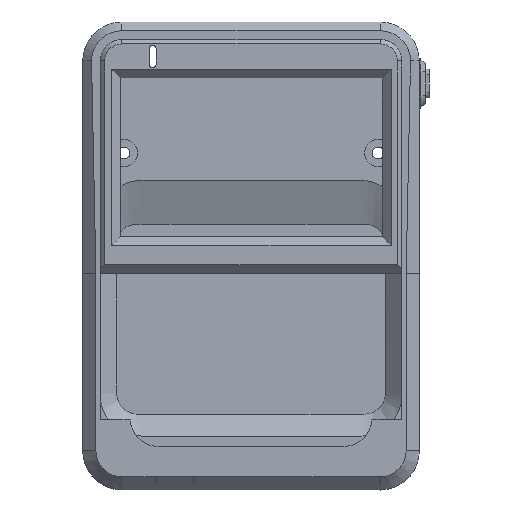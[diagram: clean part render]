
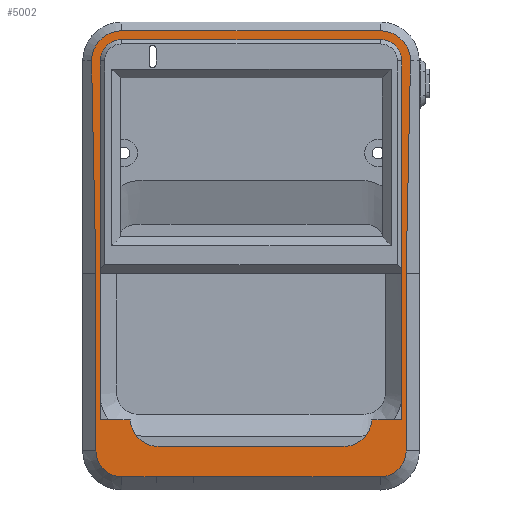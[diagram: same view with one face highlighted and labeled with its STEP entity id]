
A CAD part, top view. The second image highlights one B-rep face of the part: STEP entity #5002.
In plain terms, the highlighted planar face has unit normal (0, 0, 1).
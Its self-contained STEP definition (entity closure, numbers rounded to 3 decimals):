
#80=FACE_BOUND('',#695,.T.);
#205=CIRCLE('',#5337,5.9);
#206=CIRCLE('',#5338,5.9);
#207=CIRCLE('',#5339,6.9);
#208=CIRCLE('',#5340,6.9);
#209=CIRCLE('',#5341,6.515);
#210=CIRCLE('',#5342,6.515);
#211=CIRCLE('',#5343,4.9);
#212=CIRCLE('',#5344,4.9);
#402=FACE_OUTER_BOUND('',#694,.T.);
#694=EDGE_LOOP('',(#3838,#3839,#3840,#3841,#3842,#3843,#3844,#3845,#3846,
#3847,#3848,#3849));
#695=EDGE_LOOP('',(#3850,#3851,#3852,#3853,#3854,#3855,#3856,#3857,#3858,
#3859,#3860,#3861));
#1015=LINE('',#7294,#1586);
#1031=LINE('',#7328,#1602);
#1172=LINE('',#7811,#1743);
#1174=LINE('',#7816,#1745);
#1175=LINE('',#7820,#1746);
#1176=LINE('',#7822,#1747);
#1177=LINE('',#7824,#1748);
#1178=LINE('',#7827,#1749);
#1179=LINE('',#7831,#1750);
#1180=LINE('',#7834,#1751);
#1181=LINE('',#7836,#1752);
#1182=LINE('',#7840,#1753);
#1183=LINE('',#7843,#1754);
#1184=LINE('',#7845,#1755);
#1185=LINE('',#7849,#1756);
#1186=LINE('',#7852,#1757);
#1586=VECTOR('',#5824,10.);
#1602=VECTOR('',#5852,10.);
#1743=VECTOR('',#6199,10.);
#1745=VECTOR('',#6203,10.);
#1746=VECTOR('',#6206,10.);
#1747=VECTOR('',#6207,10.);
#1748=VECTOR('',#6208,10.);
#1749=VECTOR('',#6211,10.);
#1750=VECTOR('',#6214,10.);
#1751=VECTOR('',#6217,10.);
#1752=VECTOR('',#6218,10.);
#1753=VECTOR('',#6221,10.);
#1754=VECTOR('',#6224,10.);
#1755=VECTOR('',#6225,10.);
#1756=VECTOR('',#6228,10.);
#1757=VECTOR('',#6231,10.);
#2140=VERTEX_POINT('',#7291);
#2141=VERTEX_POINT('',#7293);
#2152=VERTEX_POINT('',#7325);
#2153=VERTEX_POINT('',#7327);
#2267=VERTEX_POINT('',#7808);
#2268=VERTEX_POINT('',#7810);
#2269=VERTEX_POINT('',#7814);
#2270=VERTEX_POINT('',#7815);
#2271=VERTEX_POINT('',#7817);
#2272=VERTEX_POINT('',#7819);
#2273=VERTEX_POINT('',#7821);
#2274=VERTEX_POINT('',#7823);
#2275=VERTEX_POINT('',#7825);
#2276=VERTEX_POINT('',#7828);
#2277=VERTEX_POINT('',#7830);
#2278=VERTEX_POINT('',#7832);
#2279=VERTEX_POINT('',#7835);
#2280=VERTEX_POINT('',#7837);
#2281=VERTEX_POINT('',#7839);
#2282=VERTEX_POINT('',#7841);
#2283=VERTEX_POINT('',#7844);
#2284=VERTEX_POINT('',#7846);
#2285=VERTEX_POINT('',#7848);
#2286=VERTEX_POINT('',#7850);
#2640=EDGE_CURVE('',#2140,#2141,#1015,.T.);
#2658=EDGE_CURVE('',#2152,#2153,#1031,.T.);
#2843=EDGE_CURVE('',#2267,#2268,#1172,.T.);
#2845=EDGE_CURVE('',#2269,#2270,#1174,.T.);
#2846=EDGE_CURVE('',#2271,#2269,#205,.T.);
#2847=EDGE_CURVE('',#2272,#2271,#1175,.T.);
#2848=EDGE_CURVE('',#2273,#2272,#1176,.T.);
#2849=EDGE_CURVE('',#2274,#2273,#1177,.T.);
#2850=EDGE_CURVE('',#2275,#2274,#206,.T.);
#2851=EDGE_CURVE('',#2268,#2275,#1178,.T.);
#2852=EDGE_CURVE('',#2276,#2267,#207,.T.);
#2853=EDGE_CURVE('',#2277,#2276,#1179,.T.);
#2854=EDGE_CURVE('',#2278,#2277,#208,.T.);
#2855=EDGE_CURVE('',#2270,#2278,#1180,.T.);
#2856=EDGE_CURVE('',#2152,#2279,#1181,.T.);
#2857=EDGE_CURVE('',#2280,#2279,#209,.T.);
#2858=EDGE_CURVE('',#2281,#2280,#1182,.T.);
#2859=EDGE_CURVE('',#2282,#2281,#210,.T.);
#2860=EDGE_CURVE('',#2141,#2282,#1183,.T.);
#2861=EDGE_CURVE('',#2283,#2140,#1184,.T.);
#2862=EDGE_CURVE('',#2284,#2283,#211,.T.);
#2863=EDGE_CURVE('',#2285,#2284,#1185,.T.);
#2864=EDGE_CURVE('',#2286,#2285,#212,.T.);
#2865=EDGE_CURVE('',#2153,#2286,#1186,.T.);
#3838=ORIENTED_EDGE('',*,*,#2845,.F.);
#3839=ORIENTED_EDGE('',*,*,#2846,.F.);
#3840=ORIENTED_EDGE('',*,*,#2847,.F.);
#3841=ORIENTED_EDGE('',*,*,#2848,.F.);
#3842=ORIENTED_EDGE('',*,*,#2849,.F.);
#3843=ORIENTED_EDGE('',*,*,#2850,.F.);
#3844=ORIENTED_EDGE('',*,*,#2851,.F.);
#3845=ORIENTED_EDGE('',*,*,#2843,.F.);
#3846=ORIENTED_EDGE('',*,*,#2852,.F.);
#3847=ORIENTED_EDGE('',*,*,#2853,.F.);
#3848=ORIENTED_EDGE('',*,*,#2854,.F.);
#3849=ORIENTED_EDGE('',*,*,#2855,.F.);
#3850=ORIENTED_EDGE('',*,*,#2856,.T.);
#3851=ORIENTED_EDGE('',*,*,#2857,.F.);
#3852=ORIENTED_EDGE('',*,*,#2858,.F.);
#3853=ORIENTED_EDGE('',*,*,#2859,.F.);
#3854=ORIENTED_EDGE('',*,*,#2860,.F.);
#3855=ORIENTED_EDGE('',*,*,#2640,.F.);
#3856=ORIENTED_EDGE('',*,*,#2861,.F.);
#3857=ORIENTED_EDGE('',*,*,#2862,.F.);
#3858=ORIENTED_EDGE('',*,*,#2863,.F.);
#3859=ORIENTED_EDGE('',*,*,#2864,.F.);
#3860=ORIENTED_EDGE('',*,*,#2865,.F.);
#3861=ORIENTED_EDGE('',*,*,#2658,.F.);
#4778=PLANE('',#5336);
#5002=ADVANCED_FACE('',(#402,#80),#4778,.T.);
#5336=AXIS2_PLACEMENT_3D('',#7813,#6201,#6202);
#5337=AXIS2_PLACEMENT_3D('',#7818,#6204,#6205);
#5338=AXIS2_PLACEMENT_3D('',#7826,#6209,#6210);
#5339=AXIS2_PLACEMENT_3D('',#7829,#6212,#6213);
#5340=AXIS2_PLACEMENT_3D('',#7833,#6215,#6216);
#5341=AXIS2_PLACEMENT_3D('',#7838,#6219,#6220);
#5342=AXIS2_PLACEMENT_3D('',#7842,#6222,#6223);
#5343=AXIS2_PLACEMENT_3D('',#7847,#6226,#6227);
#5344=AXIS2_PLACEMENT_3D('',#7851,#6229,#6230);
#5824=DIRECTION('',(0.,-1.,0.));
#5852=DIRECTION('',(0.,1.,0.));
#6199=DIRECTION('',(-0.021,-1.,0.));
#6201=DIRECTION('center_axis',(0.,0.,1.));
#6202=DIRECTION('ref_axis',(1.,0.,0.));
#6203=DIRECTION('',(0.,1.,0.));
#6204=DIRECTION('center_axis',(0.,0.,
-1.));
#6205=DIRECTION('ref_axis',(-1.,0.,0.));
#6206=DIRECTION('',(-1.,0.,0.));
#6207=DIRECTION('',(-1.,0.,0.));
#6208=DIRECTION('',(-1.,0.,0.));
#6209=DIRECTION('center_axis',(0.,0.,
-1.));
#6210=DIRECTION('ref_axis',(0.,-1.,0.));
#6211=DIRECTION('',(0.,-1.,0.));
#6212=DIRECTION('center_axis',(0.,0.,
-1.));
#6213=DIRECTION('ref_axis',(1.,0.,0.));
#6214=DIRECTION('',(1.,0.,0.));
#6215=DIRECTION('center_axis',(0.,0.,
-1.));
#6216=DIRECTION('ref_axis',(0.,1.,0.));
#6217=DIRECTION('',(-0.021,1.,0.));
#6218=DIRECTION('',(-1.,0.,0.));
#6219=DIRECTION('center_axis',(0.,0.,
1.));
#6220=DIRECTION('ref_axis',(-0.021,-1.,0.));
#6221=DIRECTION('',(1.,0.,0.));
#6222=DIRECTION('center_axis',(0.,0.,
1.));
#6223=DIRECTION('ref_axis',(-0.998,-0.064,0.));
#6224=DIRECTION('',(1.,0.,0.));
#6225=DIRECTION('',(0.,-1.,0.));
#6226=DIRECTION('center_axis',(0.,0.,1.));
#6227=DIRECTION('ref_axis',(0.,1.,0.));
#6228=DIRECTION('',(-1.,0.,0.));
#6229=DIRECTION('center_axis',(0.,0.,1.));
#6230=DIRECTION('ref_axis',(1.,0.,0.));
#6231=DIRECTION('',(0.,1.,0.));
#7291=CARTESIAN_POINT('',(-71.4,49.035,5.25));
#7293=CARTESIAN_POINT('',(-71.4,14.6,5.25));
#7294=CARTESIAN_POINT('',(-71.4,29.75,5.25));
#7325=CARTESIAN_POINT('',(-2.6,14.6,5.25));
#7327=CARTESIAN_POINT('',(-2.6,49.035,5.25));
#7328=CARTESIAN_POINT('',(-2.6,74.25,5.25));
#7808=CARTESIAN_POINT('',(-0.6,96.5,5.25));
#7810=CARTESIAN_POINT('',(-1.6,48.035,5.25));
#7811=CARTESIAN_POINT('',(-1.32,61.598,5.25));
#7813=CARTESIAN_POINT('Origin',(-37.,52.,5.25));
#7814=CARTESIAN_POINT('',(-72.4,7.5,5.25));
#7815=CARTESIAN_POINT('',(-72.4,48.035,5.25));
#7816=CARTESIAN_POINT('',(-72.4,74.25,5.25));
#7817=CARTESIAN_POINT('',(-66.501,1.6,5.25));
#7818=CARTESIAN_POINT('Origin',(-66.5,7.5,5.25));
#7819=CARTESIAN_POINT('',(-58.664,1.604,5.25));
#7820=CARTESIAN_POINT('',(-51.738,1.607,5.25));
#7821=CARTESIAN_POINT('',(-50.126,1.604,5.25));
#7822=CARTESIAN_POINT('',(-47.832,1.604,5.25));
#7823=CARTESIAN_POINT('',(-7.5,1.6,5.25));
#7824=CARTESIAN_POINT('',(-43.565,1.603,5.25));
#7825=CARTESIAN_POINT('',(-1.6,7.5,5.25));
#7826=CARTESIAN_POINT('Origin',(-7.5,7.5,5.25));
#7827=CARTESIAN_POINT('',(-1.6,29.75,5.25));
#7828=CARTESIAN_POINT('',(-7.5,103.4,5.25));
#7829=CARTESIAN_POINT('Origin',(-7.5,96.5,5.25));
#7830=CARTESIAN_POINT('',(-66.5,103.4,5.25));
#7831=CARTESIAN_POINT('',(-22.25,103.4,5.25));
#7832=CARTESIAN_POINT('',(-73.4,96.5,5.25));
#7833=CARTESIAN_POINT('Origin',(-66.5,96.5,5.25));
#7834=CARTESIAN_POINT('',(-72.684,61.775,5.25));
#7835=CARTESIAN_POINT('',(-9.425,14.6,5.25));
#7836=CARTESIAN_POINT('',(-2.6,14.6,5.25));
#7837=CARTESIAN_POINT('',(-16.064,8.501,5.25));
#7838=CARTESIAN_POINT('Origin',(-15.927,15.014,5.25));
#7839=CARTESIAN_POINT('',(-57.938,8.501,5.25));
#7840=CARTESIAN_POINT('',(-57.938,8.501,5.25));
#7841=CARTESIAN_POINT('',(-64.577,14.6,5.25));
#7842=CARTESIAN_POINT('Origin',(-58.075,15.014,5.25));
#7843=CARTESIAN_POINT('',(-71.176,14.6,5.25));
#7844=CARTESIAN_POINT('',(-71.4,96.5,5.25));
#7845=CARTESIAN_POINT('',(-71.4,29.75,5.25));
#7846=CARTESIAN_POINT('',(-66.5,101.4,5.25));
#7847=CARTESIAN_POINT('Origin',(-66.5,96.5,5.25));
#7848=CARTESIAN_POINT('',(-7.5,101.4,5.25));
#7849=CARTESIAN_POINT('',(-51.75,101.4,5.25));
#7850=CARTESIAN_POINT('',(-2.6,96.5,5.25));
#7851=CARTESIAN_POINT('Origin',(-7.5,96.5,5.25));
#7852=CARTESIAN_POINT('',(-2.6,74.25,5.25));
